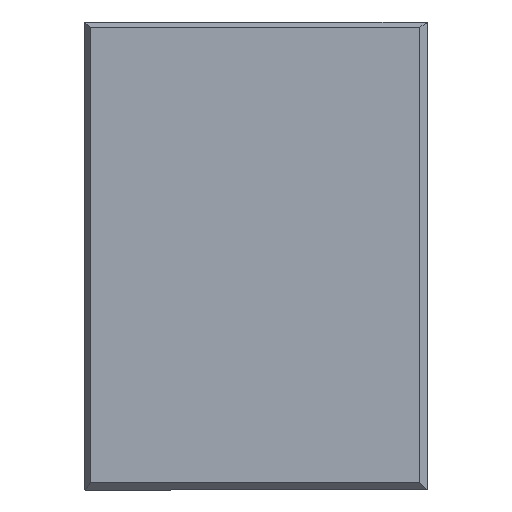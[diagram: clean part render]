
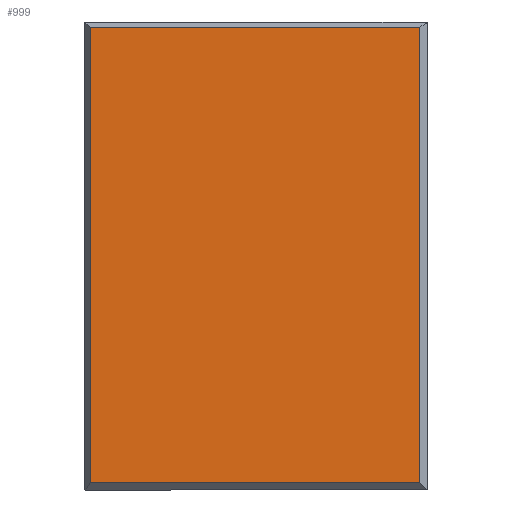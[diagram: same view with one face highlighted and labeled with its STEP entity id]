
A CAD part, left-side view. The second image highlights one B-rep face of the part: STEP entity #999.
In plain terms, the highlighted planar face has unit normal (-1, 0, 0).
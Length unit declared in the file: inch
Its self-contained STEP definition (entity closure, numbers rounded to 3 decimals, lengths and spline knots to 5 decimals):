
#9 = VECTOR ( 'NONE', #1126, 39.37008 ) ;
#17 = CARTESIAN_POINT ( 'NONE',  ( -1.91, 0., 0. ) ) ;
#23 = LINE ( 'NONE', #724, #157 ) ;
#70 = CARTESIAN_POINT ( 'NONE',  ( -1.91, 0.45893, -0.63 ) ) ;
#107 = DIRECTION ( 'NONE',  ( 0., 0., 1. ) ) ;
#130 = ORIENTED_EDGE ( 'NONE', *, *, #1048, .T. ) ;
#157 = VECTOR ( 'NONE', #1166, 39.37008 ) ;
#171 = CARTESIAN_POINT ( 'NONE',  ( -1.91, 0.45893, 0.63459 ) ) ;
#191 = DIRECTION ( 'NONE',  ( 0., 1., 0. ) ) ;
#207 = ORIENTED_EDGE ( 'NONE', *, *, #828, .T. ) ;
#214 = ORIENTED_EDGE ( 'NONE', *, *, #871, .T. ) ;
#280 = LINE ( 'NONE', #301, #9 ) ;
#285 = PLANE ( 'NONE',  #859 ) ;
#287 = DIRECTION ( 'NONE',  ( 0., 0., -1. ) ) ;
#300 = VECTOR ( 'NONE', #191, 39.37008 ) ;
#301 = CARTESIAN_POINT ( 'NONE',  ( -1.91, 0., -0.63 ) ) ;
#375 = DIRECTION ( 'NONE',  ( -1., 0., 0. ) ) ;
#404 = CARTESIAN_POINT ( 'NONE',  ( -1.91, -0.455, 0.63459 ) ) ;
#464 = CARTESIAN_POINT ( 'NONE',  ( -1.91, 0.45893, -0.655 ) ) ;
#490 = CARTESIAN_POINT ( 'NONE',  ( -1.91, -0.455, -0.63 ) ) ;
#675 = VERTEX_POINT ( 'NONE', #70 ) ;
#724 = CARTESIAN_POINT ( 'NONE',  ( -1.91, -0.455, 0. ) ) ;
#740 = CARTESIAN_POINT ( 'NONE',  ( -1.91, 0.48, 0.63459 ) ) ;
#742 = LINE ( 'NONE', #740, #300 ) ;
#787 = EDGE_LOOP ( 'NONE', ( #1007, #130, #207, #214 ) ) ;
#795 = VERTEX_POINT ( 'NONE', #171 ) ;
#828 = EDGE_CURVE ( 'NONE', #1028, #1074, #23, .T. ) ;
#859 = AXIS2_PLACEMENT_3D ( 'NONE', #17, #375, #107 ) ;
#862 = LINE ( 'NONE', #464, #1018 ) ;
#871 = EDGE_CURVE ( 'NONE', #1074, #795, #742, .T. ) ;
#999 = ADVANCED_FACE ( 'NONE', ( #1157 ), #285, .T. ) ;
#1007 = ORIENTED_EDGE ( 'NONE', *, *, #1016, .T. ) ;
#1016 = EDGE_CURVE ( 'NONE', #795, #675, #862, .T. ) ;
#1018 = VECTOR ( 'NONE', #287, 39.37008 ) ;
#1028 = VERTEX_POINT ( 'NONE', #490 ) ;
#1048 = EDGE_CURVE ( 'NONE', #675, #1028, #280, .T. ) ;
#1074 = VERTEX_POINT ( 'NONE', #404 ) ;
#1126 = DIRECTION ( 'NONE',  ( 0., -1., 0. ) ) ;
#1157 = FACE_OUTER_BOUND ( 'NONE', #787, .T. ) ;
#1166 = DIRECTION ( 'NONE',  ( 0., 0., 1. ) ) ;
